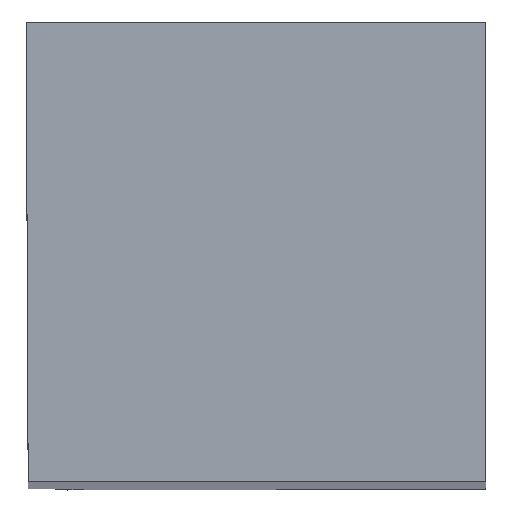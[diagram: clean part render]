
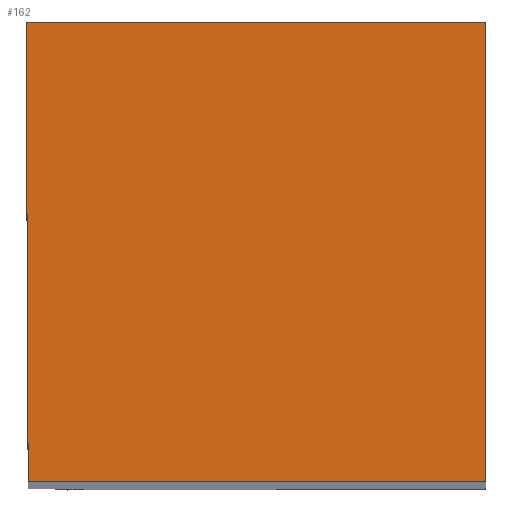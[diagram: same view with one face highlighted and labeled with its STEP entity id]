
A CAD part, top view. The second image highlights one B-rep face of the part: STEP entity #162.
In plain terms, the highlighted planar face has unit normal (0, 0, 1).
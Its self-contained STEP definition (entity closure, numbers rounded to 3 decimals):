
#162=ADVANCED_FACE('',(#223),#199,.T.);
#199=PLANE('',#855);
#223=FACE_OUTER_BOUND('',#251,.T.);
#251=EDGE_LOOP('',(#390,#391,#392,#393));
#390=ORIENTED_EDGE('',*,*,#598,.F.);
#391=ORIENTED_EDGE('',*,*,#603,.F.);
#392=ORIENTED_EDGE('',*,*,#600,.F.);
#393=ORIENTED_EDGE('',*,*,#585,.T.);
#516=VERTEX_POINT('',#1191);
#517=VERTEX_POINT('',#1192);
#525=VERTEX_POINT('',#1228);
#527=VERTEX_POINT('',#1234);
#585=EDGE_CURVE('',#516,#517,#666,.T.);
#598=EDGE_CURVE('',#525,#517,#675,.T.);
#600=EDGE_CURVE('',#516,#527,#677,.T.);
#603=EDGE_CURVE('',#527,#525,#680,.T.);
#666=LINE('',#1190,#722);
#675=LINE('',#1229,#731);
#677=LINE('',#1233,#733);
#680=LINE('',#1238,#736);
#722=VECTOR('',#965,1.);
#731=VECTOR('',#978,1.);
#733=VECTOR('',#982,1.);
#736=VECTOR('',#987,1.);
#855=AXIS2_PLACEMENT_3D('',#1242,#994,#995);
#965=DIRECTION('',(1.,0.,0.));
#978=DIRECTION('',(0.,-1.,0.));
#982=DIRECTION('',(-0.004,1.,0.));
#987=DIRECTION('',(1.,0.,0.));
#994=DIRECTION('',(0.,0.,1.));
#995=DIRECTION('',(-1.,0.,0.));
#1190=CARTESIAN_POINT('',(14.,0.,0.));
#1191=CARTESIAN_POINT('',(0.052,0.,0.));
#1192=CARTESIAN_POINT('',(11.95,0.,0.));
#1228=CARTESIAN_POINT('',(11.95,11.95,0.));
#1229=CARTESIAN_POINT('',(11.95,-2.,0.));
#1233=CARTESIAN_POINT('',(-0.009,13.959,0.));
#1234=CARTESIAN_POINT('',(0.,11.95,0.));
#1238=CARTESIAN_POINT('',(14.,11.95,0.));
#1242=CARTESIAN_POINT('',(-2.,13.95,0.));
